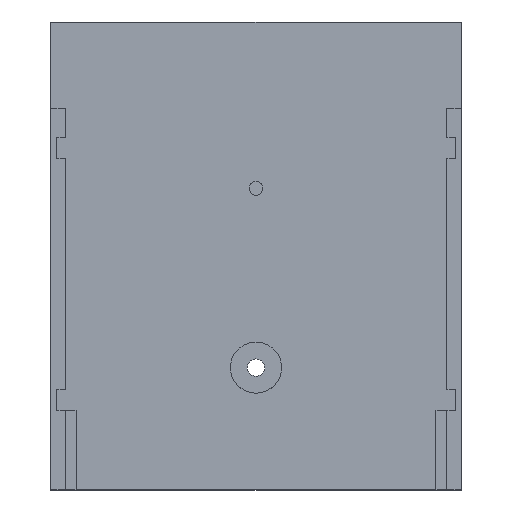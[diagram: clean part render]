
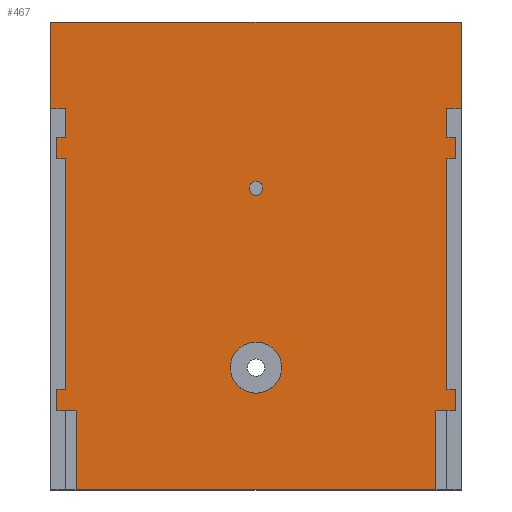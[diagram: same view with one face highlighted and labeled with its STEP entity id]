
A CAD part, top view. The second image highlights one B-rep face of the part: STEP entity #467.
In plain terms, the highlighted planar face has unit normal (0, 0, 1).
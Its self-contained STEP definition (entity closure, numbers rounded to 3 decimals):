
#160 = VERTEX_POINT('',#161);
#161 = CARTESIAN_POINT('',(1.,65.,1.2));
#167 = EDGE_CURVE('',#168,#160,#170,.T.);
#168 = VERTEX_POINT('',#169);
#169 = CARTESIAN_POINT('',(1.,53.,1.2));
#170 = LINE('',#171,#172);
#171 = CARTESIAN_POINT('',(1.,53.,1.2));
#172 = VECTOR('',#173,1.);
#173 = DIRECTION('',(0.,1.,0.));
#190 = VERTEX_POINT('',#191);
#191 = CARTESIAN_POINT('',(58.,65.,1.2));
#199 = EDGE_CURVE('',#190,#160,#200,.T.);
#200 = LINE('',#201,#202);
#201 = CARTESIAN_POINT('',(15.25,65.,1.2));
#202 = VECTOR('',#203,1.);
#203 = DIRECTION('',(-1.,0.,0.));
#256 = VERTEX_POINT('',#257);
#257 = CARTESIAN_POINT('',(4.5,0.,1.2));
#263 = EDGE_CURVE('',#256,#264,#266,.T.);
#264 = VERTEX_POINT('',#265);
#265 = CARTESIAN_POINT('',(54.5,0.,1.2));
#266 = LINE('',#267,#268);
#267 = CARTESIAN_POINT('',(3.,0.,1.2));
#268 = VECTOR('',#269,1.);
#269 = DIRECTION('',(1.,0.,0.));
#312 = EDGE_CURVE('',#313,#190,#315,.T.);
#313 = VERTEX_POINT('',#314);
#314 = CARTESIAN_POINT('',(58.,53.,1.2));
#315 = LINE('',#316,#317);
#316 = CARTESIAN_POINT('',(58.,53.,1.2));
#317 = VECTOR('',#318,1.);
#318 = DIRECTION('',(0.,1.,0.));
#447 = EDGE_CURVE('',#168,#448,#450,.T.);
#448 = VERTEX_POINT('',#449);
#449 = CARTESIAN_POINT('',(3.,53.,1.2));
#450 = LINE('',#451,#452);
#451 = CARTESIAN_POINT('',(1.,53.,1.2));
#452 = VECTOR('',#453,1.);
#453 = DIRECTION('',(1.,0.,0.));
#467 = ADVANCED_FACE('',(#468,#639,#650),#661,.T.);
#468 = FACE_BOUND('',#469,.T.);
#469 = EDGE_LOOP('',(#470,#471,#472,#473,#474,#482,#490,#498,#506,#514,
    #522,#530,#538,#546,#552,#553,#561,#569,#577,#585,#593,#601,#609,
    #617,#625,#633));
#470 = ORIENTED_EDGE('',*,*,#312,.T.);
#471 = ORIENTED_EDGE('',*,*,#199,.T.);
#472 = ORIENTED_EDGE('',*,*,#167,.F.);
#473 = ORIENTED_EDGE('',*,*,#447,.T.);
#474 = ORIENTED_EDGE('',*,*,#475,.F.);
#475 = EDGE_CURVE('',#476,#448,#478,.T.);
#476 = VERTEX_POINT('',#477);
#477 = CARTESIAN_POINT('',(3.,51.,1.2));
#478 = LINE('',#479,#480);
#479 = CARTESIAN_POINT('',(3.,0.,1.2));
#480 = VECTOR('',#481,1.);
#481 = DIRECTION('',(0.,1.,0.));
#482 = ORIENTED_EDGE('',*,*,#483,.F.);
#483 = EDGE_CURVE('',#484,#476,#486,.T.);
#484 = VERTEX_POINT('',#485);
#485 = CARTESIAN_POINT('',(1.85,51.,1.2));
#486 = LINE('',#487,#488);
#487 = CARTESIAN_POINT('',(1.85,51.,1.2));
#488 = VECTOR('',#489,1.);
#489 = DIRECTION('',(1.,0.,0.));
#490 = ORIENTED_EDGE('',*,*,#491,.F.);
#491 = EDGE_CURVE('',#492,#484,#494,.T.);
#492 = VERTEX_POINT('',#493);
#493 = CARTESIAN_POINT('',(1.85,46.,1.2));
#494 = LINE('',#495,#496);
#495 = CARTESIAN_POINT('',(1.85,46.,1.2));
#496 = VECTOR('',#497,1.);
#497 = DIRECTION('',(0.,1.,0.));
#498 = ORIENTED_EDGE('',*,*,#499,.T.);
#499 = EDGE_CURVE('',#492,#500,#502,.T.);
#500 = VERTEX_POINT('',#501);
#501 = CARTESIAN_POINT('',(3.,46.,1.2));
#502 = LINE('',#503,#504);
#503 = CARTESIAN_POINT('',(1.85,46.,1.2));
#504 = VECTOR('',#505,1.);
#505 = DIRECTION('',(1.,0.,0.));
#506 = ORIENTED_EDGE('',*,*,#507,.F.);
#507 = EDGE_CURVE('',#508,#500,#510,.T.);
#508 = VERTEX_POINT('',#509);
#509 = CARTESIAN_POINT('',(3.,16.,1.2));
#510 = LINE('',#511,#512);
#511 = CARTESIAN_POINT('',(3.,0.,1.2));
#512 = VECTOR('',#513,1.);
#513 = DIRECTION('',(0.,1.,0.));
#514 = ORIENTED_EDGE('',*,*,#515,.F.);
#515 = EDGE_CURVE('',#516,#508,#518,.T.);
#516 = VERTEX_POINT('',#517);
#517 = CARTESIAN_POINT('',(1.85,16.,1.2));
#518 = LINE('',#519,#520);
#519 = CARTESIAN_POINT('',(1.85,16.,1.2));
#520 = VECTOR('',#521,1.);
#521 = DIRECTION('',(1.,0.,0.));
#522 = ORIENTED_EDGE('',*,*,#523,.F.);
#523 = EDGE_CURVE('',#524,#516,#526,.T.);
#524 = VERTEX_POINT('',#525);
#525 = CARTESIAN_POINT('',(1.85,11.,1.2));
#526 = LINE('',#527,#528);
#527 = CARTESIAN_POINT('',(1.85,11.,1.2));
#528 = VECTOR('',#529,1.);
#529 = DIRECTION('',(0.,1.,0.));
#530 = ORIENTED_EDGE('',*,*,#531,.T.);
#531 = EDGE_CURVE('',#524,#532,#534,.T.);
#532 = VERTEX_POINT('',#533);
#533 = CARTESIAN_POINT('',(3.,11.,1.2));
#534 = LINE('',#535,#536);
#535 = CARTESIAN_POINT('',(1.85,11.,1.2));
#536 = VECTOR('',#537,1.);
#537 = DIRECTION('',(1.,0.,0.));
#538 = ORIENTED_EDGE('',*,*,#539,.F.);
#539 = EDGE_CURVE('',#540,#532,#542,.T.);
#540 = VERTEX_POINT('',#541);
#541 = CARTESIAN_POINT('',(4.5,11.,1.2));
#542 = LINE('',#543,#544);
#543 = CARTESIAN_POINT('',(16.274,11.,1.2));
#544 = VECTOR('',#545,1.);
#545 = DIRECTION('',(-1.,0.,0.));
#546 = ORIENTED_EDGE('',*,*,#547,.F.);
#547 = EDGE_CURVE('',#256,#540,#548,.T.);
#548 = LINE('',#549,#550);
#549 = CARTESIAN_POINT('',(4.5,16.64,1.2));
#550 = VECTOR('',#551,1.);
#551 = DIRECTION('',(0.,1.,0.));
#552 = ORIENTED_EDGE('',*,*,#263,.T.);
#553 = ORIENTED_EDGE('',*,*,#554,.T.);
#554 = EDGE_CURVE('',#264,#555,#557,.T.);
#555 = VERTEX_POINT('',#556);
#556 = CARTESIAN_POINT('',(54.5,11.,1.2));
#557 = LINE('',#558,#559);
#558 = CARTESIAN_POINT('',(54.5,16.64,1.2));
#559 = VECTOR('',#560,1.);
#560 = DIRECTION('',(0.,1.,0.));
#561 = ORIENTED_EDGE('',*,*,#562,.F.);
#562 = EDGE_CURVE('',#563,#555,#565,.T.);
#563 = VERTEX_POINT('',#564);
#564 = CARTESIAN_POINT('',(56.,11.,1.2));
#565 = LINE('',#566,#567);
#566 = CARTESIAN_POINT('',(42.024,11.,1.2));
#567 = VECTOR('',#568,1.);
#568 = DIRECTION('',(-1.,0.,0.));
#569 = ORIENTED_EDGE('',*,*,#570,.T.);
#570 = EDGE_CURVE('',#563,#571,#573,.T.);
#571 = VERTEX_POINT('',#572);
#572 = CARTESIAN_POINT('',(57.25,11.,1.2));
#573 = LINE('',#574,#575);
#574 = CARTESIAN_POINT('',(1.85,11.,1.2));
#575 = VECTOR('',#576,1.);
#576 = DIRECTION('',(1.,0.,0.));
#577 = ORIENTED_EDGE('',*,*,#578,.T.);
#578 = EDGE_CURVE('',#571,#579,#581,.T.);
#579 = VERTEX_POINT('',#580);
#580 = CARTESIAN_POINT('',(57.25,16.,1.2));
#581 = LINE('',#582,#583);
#582 = CARTESIAN_POINT('',(57.25,11.,1.2));
#583 = VECTOR('',#584,1.);
#584 = DIRECTION('',(0.,1.,0.));
#585 = ORIENTED_EDGE('',*,*,#586,.F.);
#586 = EDGE_CURVE('',#587,#579,#589,.T.);
#587 = VERTEX_POINT('',#588);
#588 = CARTESIAN_POINT('',(56.,16.,1.2));
#589 = LINE('',#590,#591);
#590 = CARTESIAN_POINT('',(1.85,16.,1.2));
#591 = VECTOR('',#592,1.);
#592 = DIRECTION('',(1.,0.,0.));
#593 = ORIENTED_EDGE('',*,*,#594,.T.);
#594 = EDGE_CURVE('',#587,#595,#597,.T.);
#595 = VERTEX_POINT('',#596);
#596 = CARTESIAN_POINT('',(56.,46.,1.2));
#597 = LINE('',#598,#599);
#598 = CARTESIAN_POINT('',(56.,0.,1.2));
#599 = VECTOR('',#600,1.);
#600 = DIRECTION('',(0.,1.,0.));
#601 = ORIENTED_EDGE('',*,*,#602,.T.);
#602 = EDGE_CURVE('',#595,#603,#605,.T.);
#603 = VERTEX_POINT('',#604);
#604 = CARTESIAN_POINT('',(57.25,46.,1.2));
#605 = LINE('',#606,#607);
#606 = CARTESIAN_POINT('',(1.85,46.,1.2));
#607 = VECTOR('',#608,1.);
#608 = DIRECTION('',(1.,0.,0.));
#609 = ORIENTED_EDGE('',*,*,#610,.T.);
#610 = EDGE_CURVE('',#603,#611,#613,.T.);
#611 = VERTEX_POINT('',#612);
#612 = CARTESIAN_POINT('',(57.25,51.,1.2));
#613 = LINE('',#614,#615);
#614 = CARTESIAN_POINT('',(57.25,46.,1.2));
#615 = VECTOR('',#616,1.);
#616 = DIRECTION('',(0.,1.,0.));
#617 = ORIENTED_EDGE('',*,*,#618,.F.);
#618 = EDGE_CURVE('',#619,#611,#621,.T.);
#619 = VERTEX_POINT('',#620);
#620 = CARTESIAN_POINT('',(56.,51.,1.2));
#621 = LINE('',#622,#623);
#622 = CARTESIAN_POINT('',(1.85,51.,1.2));
#623 = VECTOR('',#624,1.);
#624 = DIRECTION('',(1.,0.,0.));
#625 = ORIENTED_EDGE('',*,*,#626,.T.);
#626 = EDGE_CURVE('',#619,#627,#629,.T.);
#627 = VERTEX_POINT('',#628);
#628 = CARTESIAN_POINT('',(56.,53.,1.2));
#629 = LINE('',#630,#631);
#630 = CARTESIAN_POINT('',(56.,0.,1.2));
#631 = VECTOR('',#632,1.);
#632 = DIRECTION('',(0.,1.,0.));
#633 = ORIENTED_EDGE('',*,*,#634,.T.);
#634 = EDGE_CURVE('',#627,#313,#635,.T.);
#635 = LINE('',#636,#637);
#636 = CARTESIAN_POINT('',(1.,53.,1.2));
#637 = VECTOR('',#638,1.);
#638 = DIRECTION('',(1.,0.,0.));
#639 = FACE_BOUND('',#640,.T.);
#640 = EDGE_LOOP('',(#641));
#641 = ORIENTED_EDGE('',*,*,#642,.T.);
#642 = EDGE_CURVE('',#643,#643,#645,.T.);
#643 = VERTEX_POINT('',#644);
#644 = CARTESIAN_POINT('',(33.05,17.,1.2));
#645 = CIRCLE('',#646,3.55);
#646 = AXIS2_PLACEMENT_3D('',#647,#648,#649);
#647 = CARTESIAN_POINT('',(29.5,17.,1.2));
#648 = DIRECTION('',(0.,0.,-1.));
#649 = DIRECTION('',(1.,0.,0.));
#650 = FACE_BOUND('',#651,.T.);
#651 = EDGE_LOOP('',(#652));
#652 = ORIENTED_EDGE('',*,*,#653,.T.);
#653 = EDGE_CURVE('',#654,#654,#656,.T.);
#654 = VERTEX_POINT('',#655);
#655 = CARTESIAN_POINT('',(30.45,41.9,1.2));
#656 = CIRCLE('',#657,0.95);
#657 = AXIS2_PLACEMENT_3D('',#658,#659,#660);
#658 = CARTESIAN_POINT('',(29.5,41.9,1.2));
#659 = DIRECTION('',(0.,0.,-1.));
#660 = DIRECTION('',(1.,0.,0.));
#661 = PLANE('',#662);
#662 = AXIS2_PLACEMENT_3D('',#663,#664,#665);
#663 = CARTESIAN_POINT('',(29.548,33.279,1.2));
#664 = DIRECTION('',(0.,0.,1.));
#665 = DIRECTION('',(1.,0.,0.));
